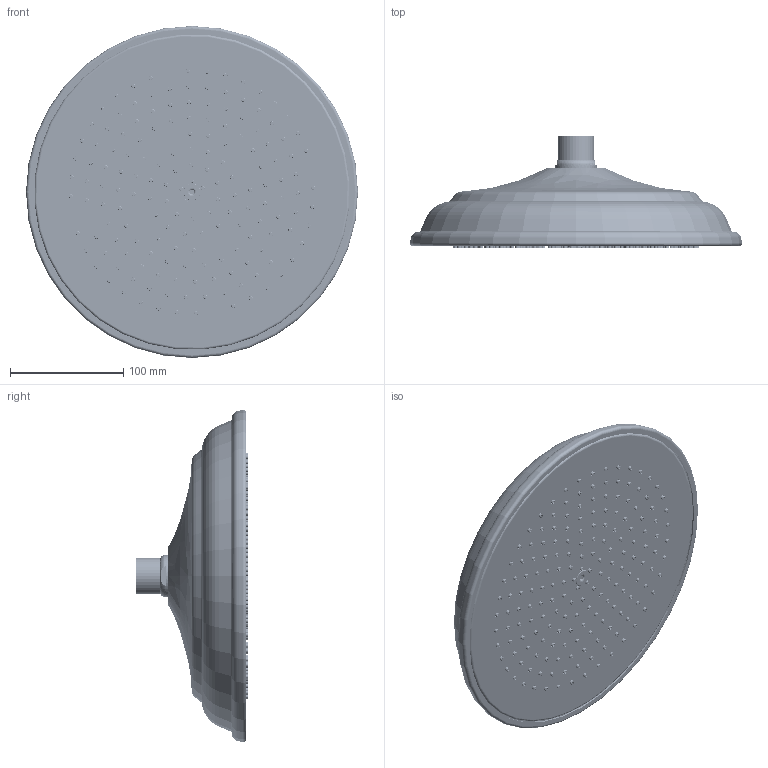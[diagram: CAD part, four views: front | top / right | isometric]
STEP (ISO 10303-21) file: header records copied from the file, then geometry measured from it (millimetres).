
FILE_DESCRIPTION((''),'2;1');
FILE_NAME('2162_SW00011','2024-05-28T18:29:50',('nehatek'),(''),'CREO PARAMETRIC BY PTC INC, 2023134','CREO PARAMETRIC BY PTC INC, 2023134','');
FILE_SCHEMA(('CONFIG_CONTROL_DESIGN'));
Length unit declared in the file: inch
Products named in the file (1): 2162_SW00011
Bounding box: 293.37 x 99.38 x 293.37 mm (x, y, z)
Volume: 2825221.2 mm3; surface area: 172917.2 mm2
Topology: 1 solids, 1 shells, 2948 faces, 5908 edges, 3690 vertices
Faces by surface type: cylinder 1090, torus 746, plane 740, cone 370, bspline 2
Entity records: 88817 total; most frequent: CARTESIAN_POINT 25385, DIRECTION 14718, ORIENTED_EDGE 11816, AXIS2_PLACEMENT_3D 6620, EDGE_CURVE 5908, VERTEX_POINT 3690, EDGE_LOOP 3676, CIRCLE 3674
